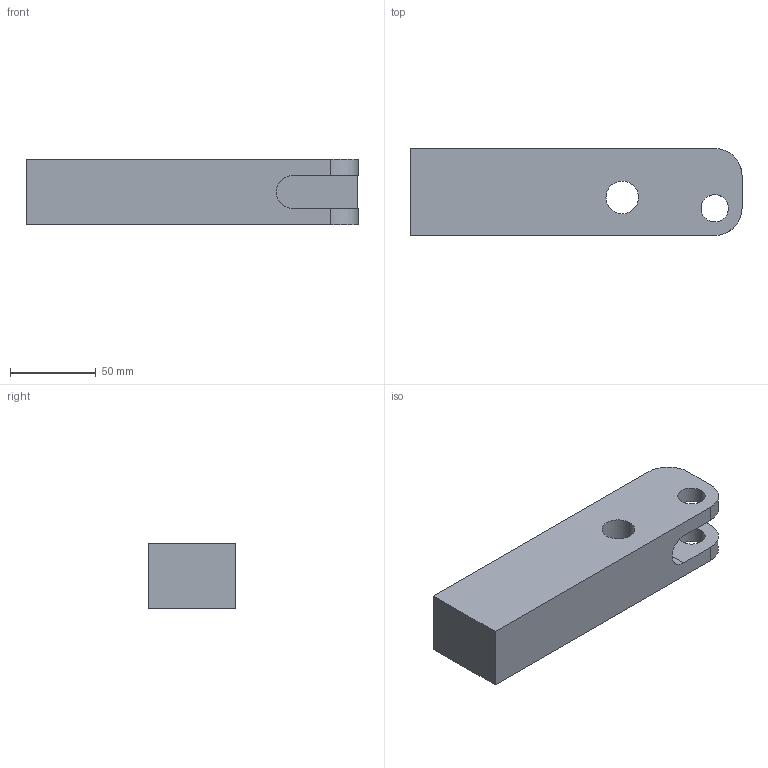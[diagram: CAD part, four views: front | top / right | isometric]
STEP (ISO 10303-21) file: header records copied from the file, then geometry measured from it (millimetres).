
FILE_DESCRIPTION((''),'2;1');
FILE_NAME('91601602','2004-10-13T',('KR'),(''),'PRO/ENGINEER BY PARAMETRIC TECHNOLOGY CORPORATION, 2004290','PRO/ENGINEER BY PARAMETRIC TECHNOLOGY CORPORATION, 2004290','');
FILE_SCHEMA(('CONFIG_CONTROL_DESIGN'));
Length unit declared in the file: inch
Products named in the file (1): 91601602
Bounding box: 193.68 x 50.8 x 38.1 mm (x, y, z)
Volume: 323525.4 mm3; surface area: 42756.1 mm2
Topology: 1 solids, 1 shells, 20 faces, 54 edges, 36 vertices
Faces by surface type: plane 10, cylinder 10
Entity records: 692 total; most frequent: DIRECTION 116, CARTESIAN_POINT 110, ORIENTED_EDGE 108, EDGE_CURVE 54, AXIS2_PLACEMENT_3D 42, VERTEX_POINT 36, VECTOR 32, LINE 32
